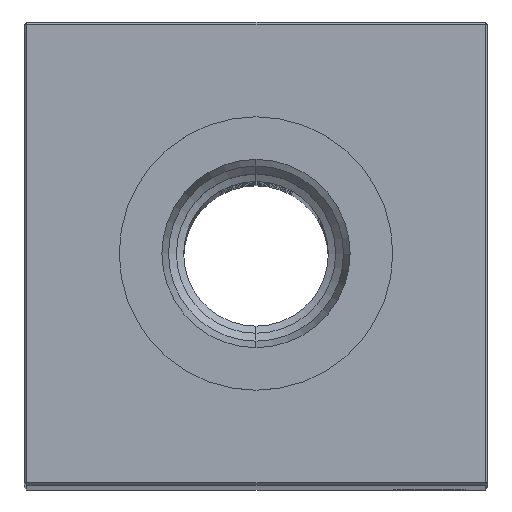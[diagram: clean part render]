
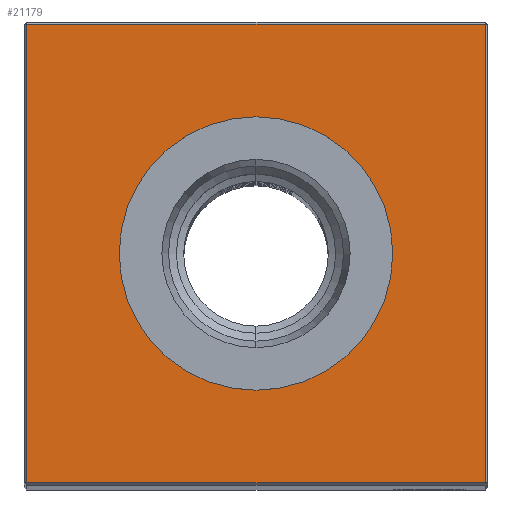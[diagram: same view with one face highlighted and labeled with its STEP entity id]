
A CAD part, top view. The second image highlights one B-rep face of the part: STEP entity #21179.
In plain terms, the highlighted planar face has unit normal (0, 0, 1).
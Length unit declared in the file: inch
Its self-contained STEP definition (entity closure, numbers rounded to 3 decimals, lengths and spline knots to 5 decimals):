
#994 = DIRECTION ( 'NONE',  ( -1., 0., 0. ) ) ;
#1396 = PLANE ( 'NONE',  #13667 ) ;
#1401 = VERTEX_POINT ( 'NONE', #20799 ) ;
#1427 = CARTESIAN_POINT ( 'NONE',  ( -0.99, -0.99, 12.25 ) ) ;
#2423 = CARTESIAN_POINT ( 'NONE',  ( -0.99, 0., 12.25 ) ) ;
#2599 = AXIS2_PLACEMENT_3D ( 'NONE', #20017, #29143, #6505 ) ;
#2652 = EDGE_CURVE ( 'NONE', #20801, #1401, #16117, .T. ) ;
#3359 = DIRECTION ( 'NONE',  ( 0., 0., -1. ) ) ;
#3402 = CARTESIAN_POINT ( 'NONE',  ( -0.99, 0.99, 12.25 ) ) ;
#4292 = CARTESIAN_POINT ( 'NONE',  ( 0.99, 0.99, 12.25 ) ) ;
#4378 = LINE ( 'NONE', #2423, #4617 ) ;
#4617 = VECTOR ( 'NONE', #22688, 39.37008 ) ;
#5229 = VERTEX_POINT ( 'NONE', #10771 ) ;
#5258 = EDGE_CURVE ( 'NONE', #1401, #10827, #21878, .T. ) ;
#6505 = DIRECTION ( 'NONE',  ( -1., 0., 0. ) ) ;
#7263 = DIRECTION ( 'NONE',  ( 1., 0., 0. ) ) ;
#8022 = FACE_BOUND ( 'NONE', #18156, .T. ) ;
#8621 = EDGE_CURVE ( 'NONE', #5229, #25756, #23823, .T. ) ;
#10771 = CARTESIAN_POINT ( 'NONE',  ( 0., -0.59055, 12.25 ) ) ;
#10827 = VERTEX_POINT ( 'NONE', #4292 ) ;
#11663 = EDGE_LOOP ( 'NONE', ( #12050, #22889, #12502, #13748 ) ) ;
#12050 = ORIENTED_EDGE ( 'NONE', *, *, #14351, .T. ) ;
#12502 = ORIENTED_EDGE ( 'NONE', *, *, #5258, .T. ) ;
#12960 = CARTESIAN_POINT ( 'NONE',  ( 0., 0., 12.25 ) ) ;
#13667 = AXIS2_PLACEMENT_3D ( 'NONE', #12960, #3359, #24357 ) ;
#13748 = ORIENTED_EDGE ( 'NONE', *, *, #24811, .T. ) ;
#14351 = EDGE_CURVE ( 'NONE', #24802, #20801, #4378, .T. ) ;
#15242 = CARTESIAN_POINT ( 'NONE',  ( 0., 0.99, 12.25 ) ) ;
#15393 = CARTESIAN_POINT ( 'NONE',  ( 0.99, 0., 12.25 ) ) ;
#16117 = LINE ( 'NONE', #18960, #26078 ) ;
#16935 = EDGE_CURVE ( 'NONE', #25756, #5229, #21771, .T. ) ;
#17985 = VECTOR ( 'NONE', #19300, 39.37008 ) ;
#18156 = EDGE_LOOP ( 'NONE', ( #20366, #27633 ) ) ;
#18479 = CARTESIAN_POINT ( 'NONE',  ( 0., 0.59055, 12.25 ) ) ;
#18960 = CARTESIAN_POINT ( 'NONE',  ( 0., -0.99, 12.25 ) ) ;
#19300 = DIRECTION ( 'NONE',  ( -1., 0., 0. ) ) ;
#19338 = VECTOR ( 'NONE', #27098, 39.37008 ) ;
#20017 = CARTESIAN_POINT ( 'NONE',  ( 0., 0., 12.25 ) ) ;
#20366 = ORIENTED_EDGE ( 'NONE', *, *, #16935, .T. ) ;
#20799 = CARTESIAN_POINT ( 'NONE',  ( 0.99, -0.99, 12.25 ) ) ;
#20801 = VERTEX_POINT ( 'NONE', #1427 ) ;
#21179 = ADVANCED_FACE ( 'NONE', ( #21821, #8022 ), #1396, .F. ) ;
#21260 = CARTESIAN_POINT ( 'NONE',  ( 0., 0., 12.25 ) ) ;
#21771 = CIRCLE ( 'NONE', #2599, 0.59055 ) ;
#21821 = FACE_OUTER_BOUND ( 'NONE', #11663, .T. ) ;
#21878 = LINE ( 'NONE', #15393, #19338 ) ;
#22688 = DIRECTION ( 'NONE',  ( 0., -1., 0. ) ) ;
#22889 = ORIENTED_EDGE ( 'NONE', *, *, #2652, .T. ) ;
#23814 = DIRECTION ( 'NONE',  ( 0., 0., -1. ) ) ;
#23823 = CIRCLE ( 'NONE', #24287, 0.59055 ) ;
#23956 = LINE ( 'NONE', #15242, #17985 ) ;
#24287 = AXIS2_PLACEMENT_3D ( 'NONE', #21260, #23814, #994 ) ;
#24357 = DIRECTION ( 'NONE',  ( -1., 0., 0. ) ) ;
#24802 = VERTEX_POINT ( 'NONE', #3402 ) ;
#24811 = EDGE_CURVE ( 'NONE', #10827, #24802, #23956, .T. ) ;
#25756 = VERTEX_POINT ( 'NONE', #18479 ) ;
#26078 = VECTOR ( 'NONE', #7263, 39.37008 ) ;
#27098 = DIRECTION ( 'NONE',  ( 0., 1., 0. ) ) ;
#27633 = ORIENTED_EDGE ( 'NONE', *, *, #8621, .T. ) ;
#29143 = DIRECTION ( 'NONE',  ( 0., 0., -1. ) ) ;
